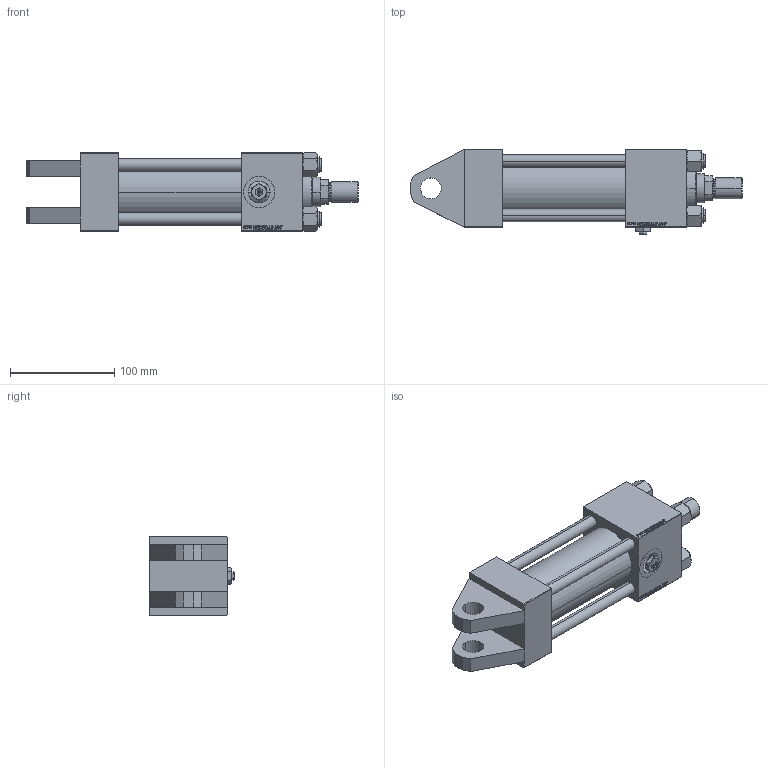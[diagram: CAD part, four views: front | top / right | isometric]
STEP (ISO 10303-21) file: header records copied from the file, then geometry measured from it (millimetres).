
FILE_DESCRIPTION (( 'STEP AP203' ), '1' );
FILE_NAME ('7108.STEP', '2022-04-15T16:48:06', ( '' ), ( '' ), 'SwSTEP 2.0', 'SolidWorks 2019', '' );
FILE_SCHEMA (( 'CONFIG_CONTROL_DESIGN' ));
Length unit declared in the file: millimetre
Products named in the file (8): V215_VC_A bb31a27ac540d3c81d0bb0bc09868aad; V215CR_VCP_H bb31a27ac540d3c81d0bb0bc09868aad; Zatka_pro_OIL_PORT bb31a27ac540d3c81d0bb0bc09868aad; V215CR_H_Body bb31a27ac540d3c81d0bb0bc09868aad; 7108; NUT_M5_H bb31a27ac540d3c81d0bb0bc09868aad; ROD_END_AH bb31a27ac540d3c81d0bb0bc09868aad; V215CR_TYCINKA_H bb31a27ac540d3c81d0bb0bc09868aad
Assembly tree (13 placements, depth 2):
  7108
    V215CR_H_Body bb31a27ac540d3c81d0bb0bc09868aad
    V215CR_VCP_H bb31a27ac540d3c81d0bb0bc09868aad
    V215CR_TYCINKA_H bb31a27ac540d3c81d0bb0bc09868aad  x4
    NUT_M5_H bb31a27ac540d3c81d0bb0bc09868aad  x4
    V215_VC_A bb31a27ac540d3c81d0bb0bc09868aad
    ROD_END_AH bb31a27ac540d3c81d0bb0bc09868aad
    Zatka_pro_OIL_PORT bb31a27ac540d3c81d0bb0bc09868aad
Bounding box: 319 x 82 x 75.54 mm (x, y, z)
Volume: 843742.3 mm3; surface area: 204361.8 mm2
Topology: 13 solids, 13 shells, 1197 faces, 2993 edges, 1933 vertices
Faces by surface type: plane 545, bspline 392, cone 156, cylinder 94, torus 10
Entity records: 52067 total; most frequent: CARTESIAN_POINT 27682, ORIENTED_EDGE 5470, DIRECTION 3513, EDGE_CURVE 2735, VERTEX_POINT 1789, VECTOR 1625, LINE 1625, EDGE_LOOP 1210
